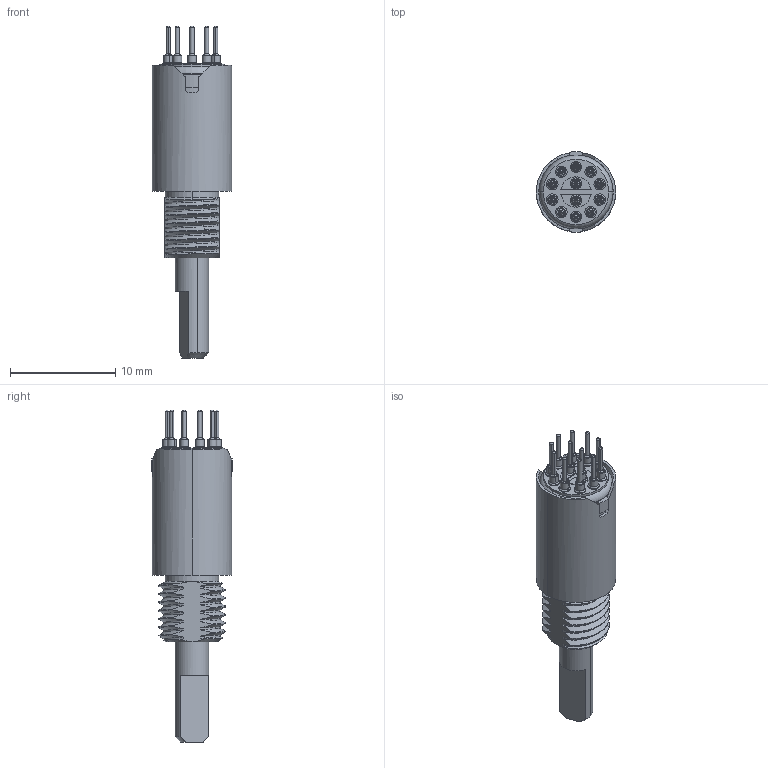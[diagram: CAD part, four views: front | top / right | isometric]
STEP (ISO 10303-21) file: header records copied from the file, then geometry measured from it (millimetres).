
FILE_DESCRIPTION((''),'2;1');
FILE_NAME('75BP36-01-2-XXX','2013-01-25T',('Administrator'),(''),'PRO/ENGINEER BY PARAMETRIC TECHNOLOGY CORPORATION, 2006200','PRO/ENGINEER BY PARAMETRIC TECHNOLOGY CORPORATION, 2006200','');
FILE_SCHEMA(('CONFIG_CONTROL_DESIGN'));
Length unit declared in the file: inch
Products named in the file (1): 75BP36-01-2-XXX
Bounding box: 7.57 x 7.66 x 31.61 mm (x, y, z)
Volume: 536 mm3; surface area: 1619.5 mm2
Topology: 2 solids, 2 shells, 499 faces, 1228 edges, 769 vertices
Faces by surface type: plane 194, cylinder 131, torus 70, cone 55, bspline 49
Entity records: 20778 total; most frequent: CARTESIAN_POINT 6415, DIRECTION 2462, ORIENTED_EDGE 2416, EDGE_CURVE 1208, AXIS2_PLACEMENT_3D 958, VERTEX_POINT 769, EDGE_LOOP 559, VECTOR 546
